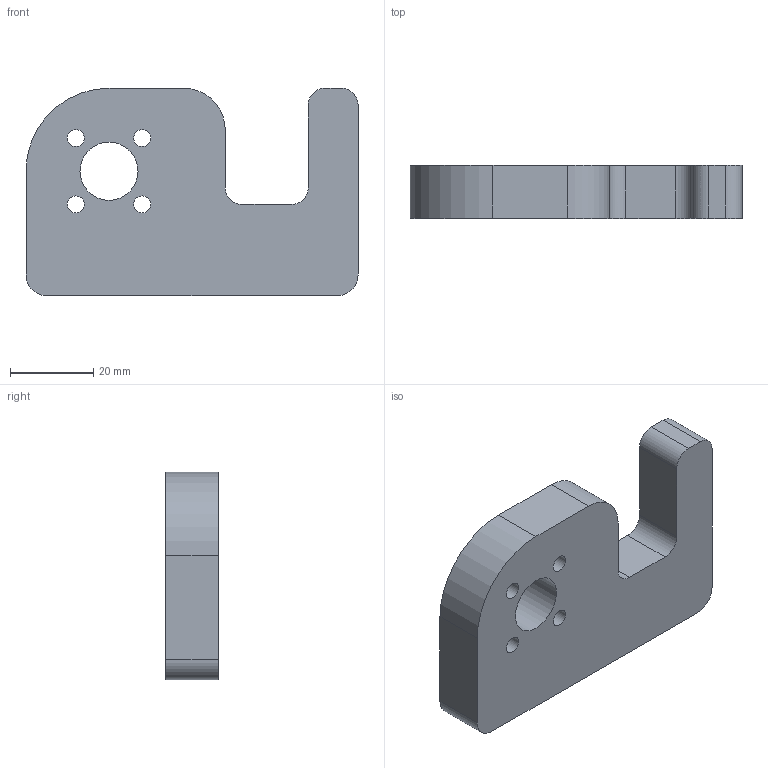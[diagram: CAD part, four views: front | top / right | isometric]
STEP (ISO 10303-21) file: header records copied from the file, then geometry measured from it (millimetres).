
FILE_DESCRIPTION(/* description */ (''),/* implementation_level */ '2;1');
FILE_NAME(/* name */ 'platform hook.stp',/* time_stamp */ '2020-01-06T22:03:04-06:00',/* author */ ('xj82b'),/* organization */ (''),/* preprocessor_version */ 'ST-DEVELOPER v18',/* originating_system */ 'Autodesk Inventor 2020',/* authorisation */ '');
FILE_SCHEMA (('AUTOMOTIVE_DESIGN { 1 0 10303 214 3 1 1 }'));
Length unit declared in the file: millimetre
Products named in the file (1): platform hook
Bounding box: 80 x 12.7 x 50 mm (x, y, z)
Volume: 39563.3 mm3; surface area: 11151.3 mm2
Topology: 1 solids, 1 shells, 23 faces, 68 edges, 47 vertices
Faces by surface type: cylinder 13, plane 10
Full cylindrical faces by diameter (mm): 4.1 x4, 14 x1
Entity records: 854 total; most frequent: DIRECTION 147, CARTESIAN_POINT 139, ORIENTED_EDGE 136, EDGE_CURVE 68, AXIS2_PLACEMENT_3D 55, VERTEX_POINT 47, LINE 37, VECTOR 37
